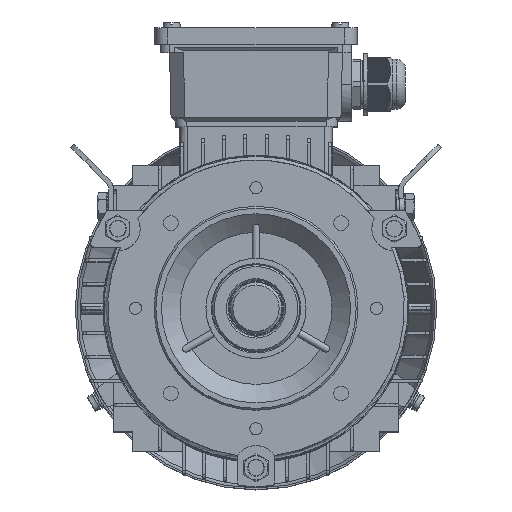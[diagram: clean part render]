
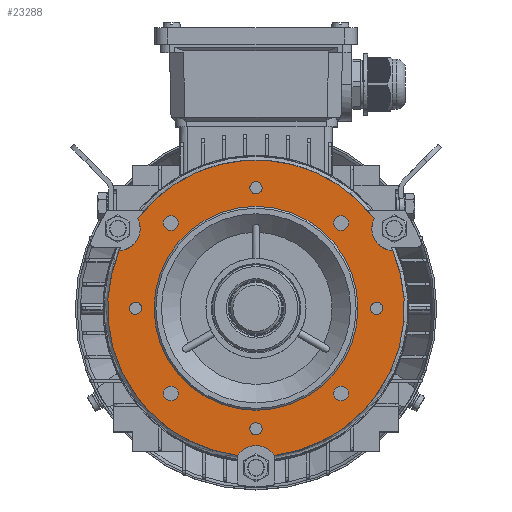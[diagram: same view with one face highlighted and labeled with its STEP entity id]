
A CAD part, top view. The second image highlights one B-rep face of the part: STEP entity #23288.
In plain terms, the highlighted planar face has unit normal (0, 0, 1).
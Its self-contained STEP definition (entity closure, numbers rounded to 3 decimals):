
#6120=PLANE('',#83825);
#23288=ADVANCED_FACE('',(#28925,#28926,#28927,#28928,#28929,#28930,#28931,
#28932,#28933,#28934),#6120,.F.);
#28925=FACE_BOUND('',#32642,.T.);
#28926=FACE_BOUND('',#32643,.T.);
#28927=FACE_BOUND('',#32644,.T.);
#28928=FACE_BOUND('',#32645,.T.);
#28929=FACE_BOUND('',#32646,.T.);
#28930=FACE_BOUND('',#32647,.T.);
#28931=FACE_BOUND('',#32648,.T.);
#28932=FACE_BOUND('',#32649,.T.);
#28933=FACE_BOUND('',#32650,.T.);
#28934=FACE_BOUND('',#32651,.T.);
#32642=EDGE_LOOP('',(#48770));
#32643=EDGE_LOOP('',(#48771));
#32644=EDGE_LOOP('',(#48772));
#32645=EDGE_LOOP('',(#48773));
#32646=EDGE_LOOP('',(#48774));
#32647=EDGE_LOOP('',(#48775));
#32648=EDGE_LOOP('',(#48776));
#32649=EDGE_LOOP('',(#48777));
#32650=EDGE_LOOP('',(#48778));
#32651=EDGE_LOOP('',(#48779,#48780,#48781,#48782,#48783,#48784));
#48770=ORIENTED_EDGE('',*,*,#71864,.T.);
#48771=ORIENTED_EDGE('',*,*,#71865,.T.);
#48772=ORIENTED_EDGE('',*,*,#71866,.T.);
#48773=ORIENTED_EDGE('',*,*,#71867,.T.);
#48774=ORIENTED_EDGE('',*,*,#71868,.T.);
#48775=ORIENTED_EDGE('',*,*,#71869,.T.);
#48776=ORIENTED_EDGE('',*,*,#71870,.T.);
#48777=ORIENTED_EDGE('',*,*,#71871,.T.);
#48778=ORIENTED_EDGE('',*,*,#71872,.F.);
#48779=ORIENTED_EDGE('',*,*,#71699,.T.);
#48780=ORIENTED_EDGE('',*,*,#71873,.T.);
#48781=ORIENTED_EDGE('',*,*,#71689,.T.);
#48782=ORIENTED_EDGE('',*,*,#71874,.T.);
#48783=ORIENTED_EDGE('',*,*,#71724,.T.);
#48784=ORIENTED_EDGE('',*,*,#71875,.T.);
#61771=VERTEX_POINT('',#128526);
#61772=VERTEX_POINT('',#128527);
#61781=VERTEX_POINT('',#128546);
#61782=VERTEX_POINT('',#128548);
#61801=VERTEX_POINT('',#128671);
#61802=VERTEX_POINT('',#128672);
#61918=VERTEX_POINT('',#129451);
#61919=VERTEX_POINT('',#129453);
#61920=VERTEX_POINT('',#129455);
#61921=VERTEX_POINT('',#129457);
#61922=VERTEX_POINT('',#129459);
#61923=VERTEX_POINT('',#129461);
#61924=VERTEX_POINT('',#129463);
#61925=VERTEX_POINT('',#129465);
#61926=VERTEX_POINT('',#129467);
#71689=EDGE_CURVE('',#61771,#61772,#78168,.T.);
#71699=EDGE_CURVE('',#61782,#61781,#78173,.T.);
#71724=EDGE_CURVE('',#61801,#61802,#78183,.T.);
#71864=EDGE_CURVE('',#61918,#61918,#78232,.T.);
#71865=EDGE_CURVE('',#61919,#61919,#78233,.T.);
#71866=EDGE_CURVE('',#61920,#61920,#78234,.T.);
#71867=EDGE_CURVE('',#61921,#61921,#78235,.T.);
#71868=EDGE_CURVE('',#61922,#61922,#78236,.T.);
#71869=EDGE_CURVE('',#61923,#61923,#78237,.T.);
#71870=EDGE_CURVE('',#61924,#61924,#78238,.T.);
#71871=EDGE_CURVE('',#61925,#61925,#78239,.T.);
#71872=EDGE_CURVE('',#61926,#61926,#78240,.T.);
#71873=EDGE_CURVE('',#61781,#61771,#78241,.T.);
#71874=EDGE_CURVE('',#61772,#61801,#78242,.T.);
#71875=EDGE_CURVE('',#61802,#61782,#78243,.T.);
#78168=CIRCLE('',#83725,80.);
#78173=CIRCLE('',#83731,80.);
#78183=CIRCLE('',#83748,80.);
#78232=CIRCLE('',#83813,4.);
#78233=CIRCLE('',#83814,3.3);
#78234=CIRCLE('',#83815,4.);
#78235=CIRCLE('',#83816,3.3);
#78236=CIRCLE('',#83817,4.);
#78237=CIRCLE('',#83818,3.3);
#78238=CIRCLE('',#83819,3.3);
#78239=CIRCLE('',#83820,4.);
#78240=CIRCLE('',#83821,55.);
#78241=CIRCLE('',#83822,12.);
#78242=CIRCLE('',#83823,12.);
#78243=CIRCLE('',#83824,12.);
#83725=AXIS2_PLACEMENT_3D('',#128525,#99984,#99985);
#83731=AXIS2_PLACEMENT_3D('',#128547,#100001,#100002);
#83748=AXIS2_PLACEMENT_3D('',#128670,#100046,#100047);
#83813=AXIS2_PLACEMENT_3D('',#129450,#100198,#100199);
#83814=AXIS2_PLACEMENT_3D('',#129452,#100200,#100201);
#83815=AXIS2_PLACEMENT_3D('',#129454,#100202,#100203);
#83816=AXIS2_PLACEMENT_3D('',#129456,#100204,#100205);
#83817=AXIS2_PLACEMENT_3D('',#129458,#100206,#100207);
#83818=AXIS2_PLACEMENT_3D('',#129460,#100208,#100209);
#83819=AXIS2_PLACEMENT_3D('',#129462,#100210,#100211);
#83820=AXIS2_PLACEMENT_3D('',#129464,#100212,#100213);
#83821=AXIS2_PLACEMENT_3D('',#129466,#100214,#100215);
#83822=AXIS2_PLACEMENT_3D('',#129468,#100216,#100217);
#83823=AXIS2_PLACEMENT_3D('',#129469,#100218,#100219);
#83824=AXIS2_PLACEMENT_3D('',#129470,#100220,#100221);
#83825=AXIS2_PLACEMENT_3D('',#129471,#100222,#100223);
#99984=DIRECTION('',(0.,0.,1.));
#99985=DIRECTION('',(1.,0.,0.));
#100001=DIRECTION('',(0.,0.,1.));
#100002=DIRECTION('',(1.,0.,0.));
#100046=DIRECTION('',(0.,0.,1.));
#100047=DIRECTION('',(1.,0.,0.));
#100198=DIRECTION('',(0.,0.,-1.));
#100199=DIRECTION('',(-1.,0.,0.));
#100200=DIRECTION('',(0.,0.,-1.));
#100201=DIRECTION('',(-1.,0.,0.));
#100202=DIRECTION('',(0.,0.,-1.));
#100203=DIRECTION('',(-1.,0.,0.));
#100204=DIRECTION('',(0.,0.,-1.));
#100205=DIRECTION('',(-1.,0.,0.));
#100206=DIRECTION('',(0.,0.,-1.));
#100207=DIRECTION('',(-1.,0.,0.));
#100208=DIRECTION('',(0.,0.,-1.));
#100209=DIRECTION('',(-1.,0.,0.));
#100210=DIRECTION('',(0.,0.,-1.));
#100211=DIRECTION('',(-1.,0.,0.));
#100212=DIRECTION('',(0.,0.,-1.));
#100213=DIRECTION('',(-1.,0.,0.));
#100214=DIRECTION('',(0.,0.,1.));
#100215=DIRECTION('',(1.,0.,0.));
#100216=DIRECTION('',(0.,0.,-1.));
#100217=DIRECTION('',(-1.,0.,0.));
#100218=DIRECTION('',(0.,0.,-1.));
#100219=DIRECTION('',(-1.,0.,0.));
#100220=DIRECTION('',(0.,0.,-1.));
#100221=DIRECTION('',(-1.,0.,0.));
#100222=DIRECTION('',(0.,0.,-1.));
#100223=DIRECTION('',(-1.,0.,0.));
#128525=CARTESIAN_POINT('',(0.,0.,237.));
#128526=CARTESIAN_POINT('',(63.736,48.349,237.));
#128527=CARTESIAN_POINT('',(-63.736,48.349,237.));
#128546=CARTESIAN_POINT('',(73.74,31.023,237.));
#128547=CARTESIAN_POINT('',(0.,0.,237.));
#128548=CARTESIAN_POINT('',(10.004,-79.372,237.));
#128670=CARTESIAN_POINT('',(0.,0.,237.));
#128671=CARTESIAN_POINT('',(-73.74,31.023,237.));
#128672=CARTESIAN_POINT('',(-10.004,-79.372,237.));
#129450=CARTESIAN_POINT('',(45.962,-45.962,237.));
#129451=CARTESIAN_POINT('',(41.962,-45.962,237.));
#129452=CARTESIAN_POINT('',(0.,-65.,237.));
#129453=CARTESIAN_POINT('',(-3.3,-65.,237.));
#129454=CARTESIAN_POINT('',(-45.962,-45.962,237.));
#129455=CARTESIAN_POINT('',(-49.962,-45.962,237.));
#129456=CARTESIAN_POINT('',(65.,0.,237.));
#129457=CARTESIAN_POINT('',(61.7,0.,237.));
#129458=CARTESIAN_POINT('',(45.962,45.962,237.));
#129459=CARTESIAN_POINT('',(41.962,45.962,237.));
#129460=CARTESIAN_POINT('',(0.,65.,237.));
#129461=CARTESIAN_POINT('',(-3.3,65.,237.));
#129462=CARTESIAN_POINT('',(-65.,0.,237.));
#129463=CARTESIAN_POINT('',(-68.3,0.,237.));
#129464=CARTESIAN_POINT('',(-45.962,45.962,237.));
#129465=CARTESIAN_POINT('',(-49.962,45.962,237.));
#129466=CARTESIAN_POINT('',(0.,0.,237.));
#129467=CARTESIAN_POINT('',(55.,0.,237.));
#129468=CARTESIAN_POINT('',(74.478,43.,237.));
#129469=CARTESIAN_POINT('',(-74.478,43.,237.));
#129470=CARTESIAN_POINT('',(0.,-86.,237.));
#129471=CARTESIAN_POINT('',(0.,80.,237.));
